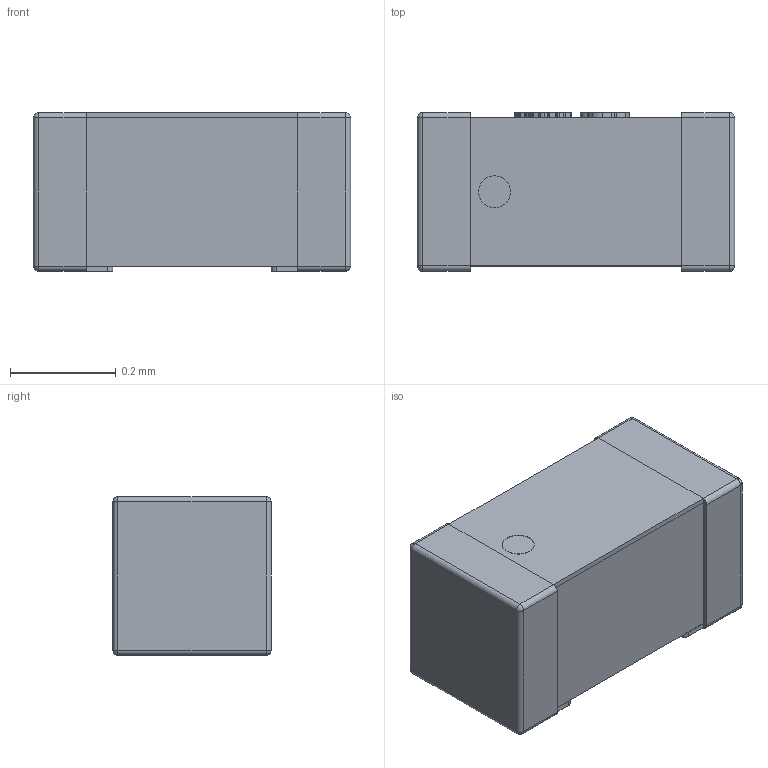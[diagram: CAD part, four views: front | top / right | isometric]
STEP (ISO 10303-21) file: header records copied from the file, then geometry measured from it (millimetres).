
FILE_DESCRIPTION(/* description */ ('','CAx-IF Rec.Pracs.---Representation and Presentation of Product Manufacturing Information (PMI)---4.0---2014-10-13'),/* implementation_level */ '2;1');
FILE_NAME(/* name */ '13lB-L5-L0201.step',/* time_stamp */ '2025-03-21T14:14:44+08:00',/* author */ (''),/* organization */ (''),/* preprocessor_version */ 'ST-DEVELOPER v20',/* originating_system */ 'Autodesk Translation Framework v13.20.0.188',/* authorisation */ '');
FILE_SCHEMA (('AP242_MANAGED_MODEL_BASED_3D_ENGINEERING_MIM_LF { 1 0 10303 442 1 1 4 }'));
Length unit declared in the file: millimetre
Products named in the file (2): 13lB-L5-L0201; COMPOUND
Assembly tree (1 placements, depth 2):
  13lB-L5-L0201
    COMPOUND
Bounding box: 0.6 x 0.3 x 0.3 mm (x, y, z)
Volume: 0.1 mm3; surface area: 1.5 mm2
Topology: 4 solids, 4 shells, 340 faces, 895 edges, 582 vertices
Faces by surface type: plane 199, bspline 105, cylinder 28, sphere 8
Full cylindrical faces by diameter (mm): 0.061 x1
Entity records: 12006 total; most frequent: CARTESIAN_POINT 3675, ORIENTED_EDGE 1774, DIRECTION 1373, EDGE_CURVE 887, LINE 621, VECTOR 621, VERTEX_POINT 582, AXIS2_PLACEMENT_3D 376
